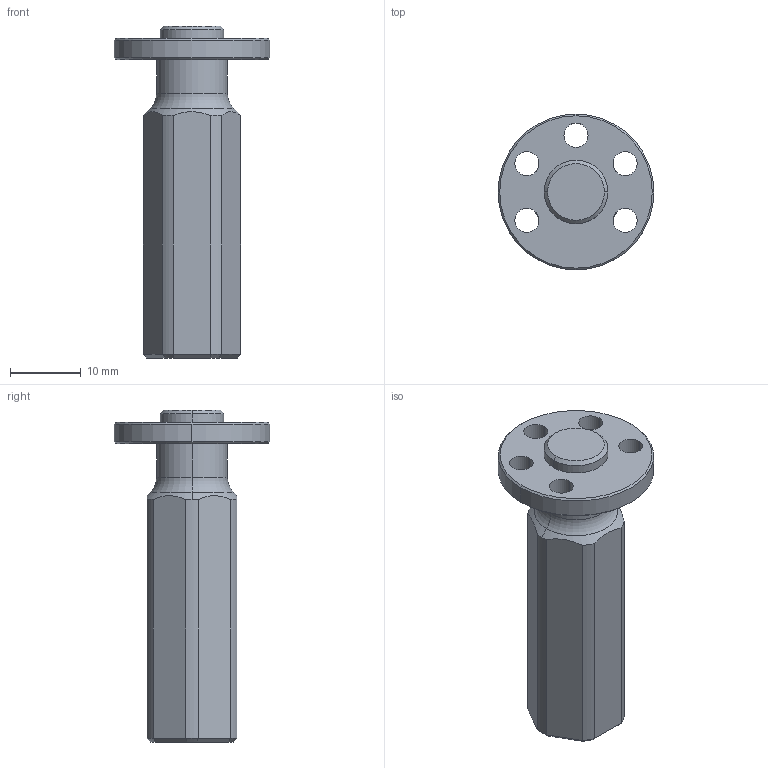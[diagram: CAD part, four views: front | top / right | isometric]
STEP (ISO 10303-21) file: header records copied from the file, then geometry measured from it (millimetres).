
FILE_DESCRIPTION (( 'STEP AP203' ), '1' );
FILE_NAME ('REV-41-1620.STEP', '2022-05-04T20:50:26', ( '' ), ( '' ), 'SwSTEP 2.0', 'SolidWorks 2022', '' );
FILE_SCHEMA (( 'CONFIG_CONTROL_DESIGN' ));
Length unit declared in the file: millimetre
Products named in the file (1): REV-41-1620
Bounding box: 22 x 22 x 46.85 mm (x, y, z)
Volume: 6139.1 mm3; surface area: 3101.3 mm2
Topology: 1 solids, 1 shells, 60 faces, 142 edges, 85 vertices
Faces by surface type: cylinder 25, cone 17, plane 16, torus 2
Entity records: 1863 total; most frequent: CARTESIAN_POINT 376, DIRECTION 312, ORIENTED_EDGE 280, EDGE_CURVE 140, AXIS2_PLACEMENT_3D 129, VERTEX_POINT 85, EDGE_LOOP 73, CIRCLE 68
